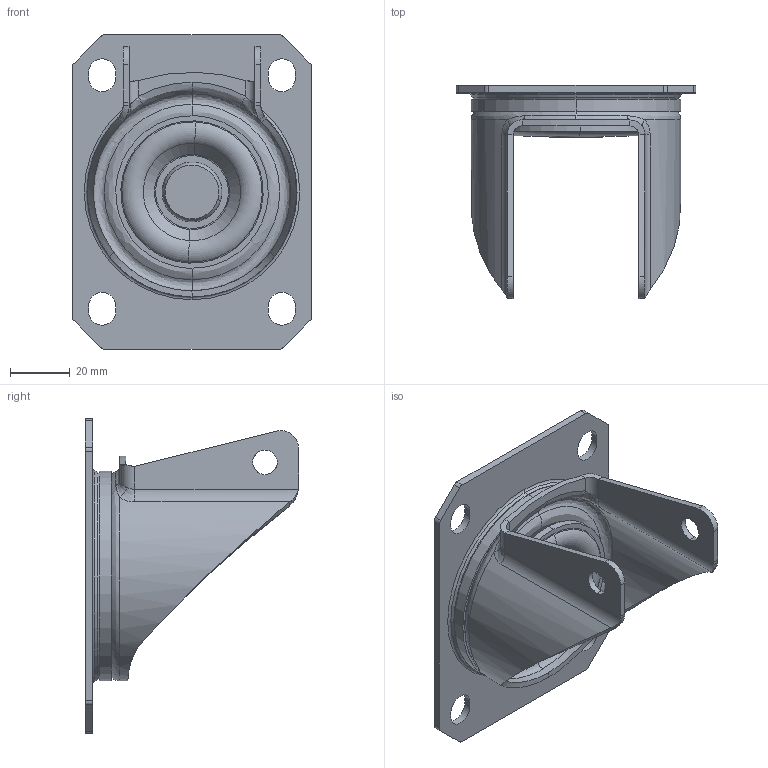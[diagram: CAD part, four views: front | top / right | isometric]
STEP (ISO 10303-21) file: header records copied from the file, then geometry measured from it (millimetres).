
FILE_DESCRIPTION (( 'STEP AP214' ), '1' );
FILE_NAME ('0055255.step', '2024-09-13T10:52:11', ( '' ), ( '' ), 'SwSTEP 2.0', 'SolidWorks 2020', '' );
FILE_SCHEMA (( 'AUTOMOTIVE_DESIGN' ));
Length unit declared in the file: millimetre
Products named in the file (1): 0055255
Bounding box: 80 x 71.2 x 105 mm (x, y, z)
Volume: 54565.3 mm3; surface area: 52627.1 mm2
Topology: 51 solids, 51 shells, 296 faces, 792 edges, 514 vertices
Faces by surface type: sphere 92, cylinder 54, plane 44, bspline 44, torus 36, cone 26
Entity records: 14043 total; most frequent: CARTESIAN_POINT 4231, DIRECTION 1310, ORIENTED_EDGE 1124, AXIS2_PLACEMENT_3D 586, EDGE_CURVE 562, VERTEX_POINT 376, UNCERTAINTY_MEASURE_WITH_UNIT 349, SURFACE_STYLE_FILL_AREA 348
